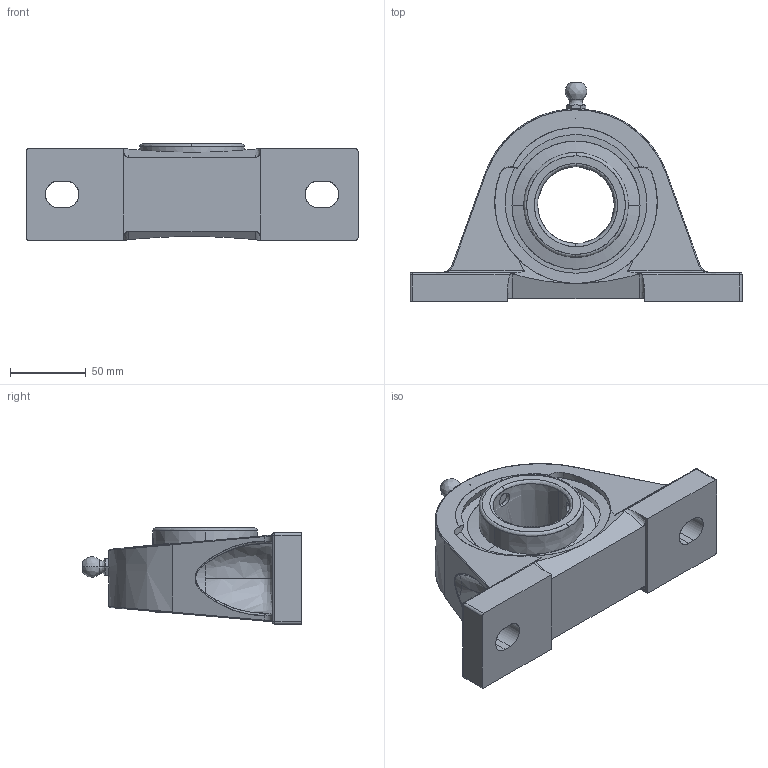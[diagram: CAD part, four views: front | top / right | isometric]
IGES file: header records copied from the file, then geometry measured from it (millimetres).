
Start section: SolidWorks IGES file using analytic representation for surfaces
Global section: file name: NPDEFAU092883298262.igs; native system: SolidWorks 2011; preprocessor: SolidWorks 2011; author: partstream; date: 110928.080340; units: inch
Bounding box: 219.07 x 144.41 x 63.5 mm (x, y, z)
Surface area: 87031.7 mm2 (no closed solid volume)
Topology: 0 solids, 0 shells, 196 faces, 3348 edges, 3344 vertices
Faces by surface type: bspline 128, revolution 68
